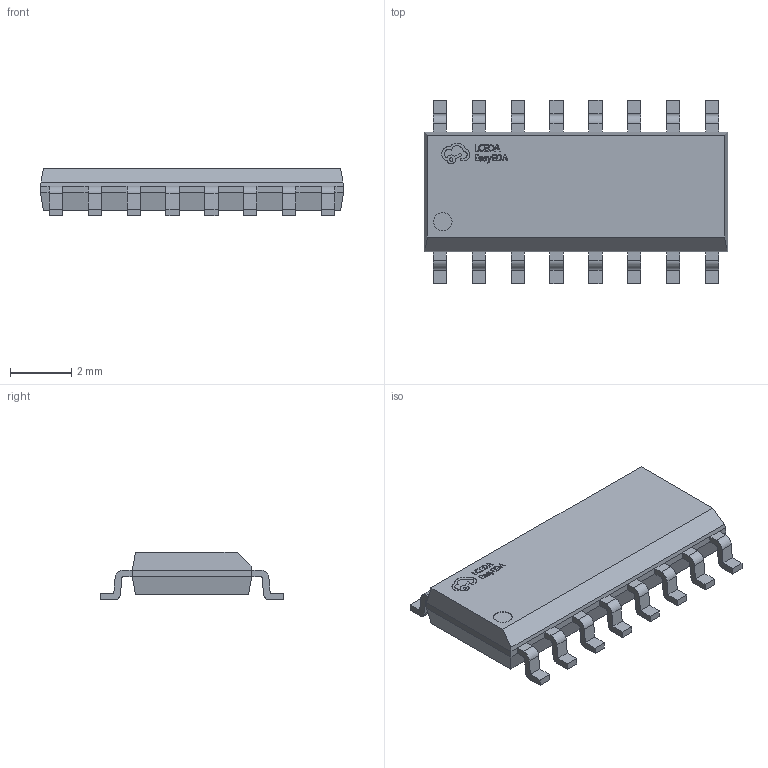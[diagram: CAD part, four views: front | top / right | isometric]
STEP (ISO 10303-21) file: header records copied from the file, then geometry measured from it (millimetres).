
FILE_DESCRIPTION (( 'STEP AP214' ), '1' );
FILE_NAME ('SOP-16_L9.9-W3.9-P1.27-LS6.0-BL.step', '2022-07-26T10:03:59', ( '' ), ( '' ), 'SwSTEP 2.0', 'SolidWorks 2020', '' );
FILE_SCHEMA (( 'AUTOMOTIVE_DESIGN' ));
Length unit declared in the file: millimetre
Products named in the file (1): SOP-16_L9.9-W3.9-P1.27-LS6.0-BL
Bounding box: 9.9 x 6 x 1.56 mm (x, y, z)
Volume: 54 mm3; surface area: 143.5 mm2
Topology: 14 solids, 14 shells, 516 faces, 1368 edges, 888 vertices
Faces by surface type: plane 354, bspline 112, cylinder 50
Entity records: 22192 total; most frequent: CARTESIAN_POINT 4877, ORIENTED_EDGE 2736, DIRECTION 2050, EDGE_CURVE 1368, LINE 1040, VECTOR 1040, VERTEX_POINT 888, EDGE_LOOP 536
